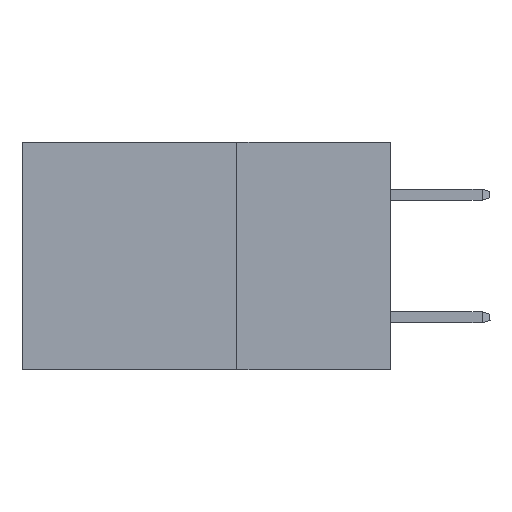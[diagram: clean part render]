
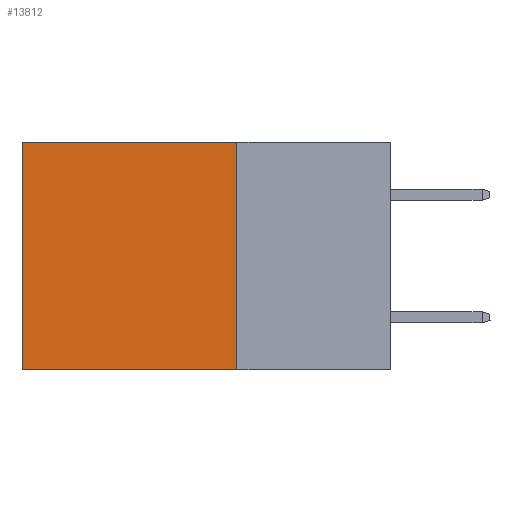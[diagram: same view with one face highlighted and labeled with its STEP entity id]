
A CAD part, left-side view. The second image highlights one B-rep face of the part: STEP entity #13812.
In plain terms, the highlighted planar face has unit normal (-1, 0, 0).
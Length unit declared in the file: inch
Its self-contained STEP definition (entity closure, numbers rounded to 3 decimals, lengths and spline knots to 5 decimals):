
#80 = LINE ( 'NONE', #27763, #3157 ) ;
#603 = CARTESIAN_POINT ( 'NONE',  ( 0.2875, 0.25, 0. ) ) ;
#1278 = EDGE_CURVE ( 'NONE', #9038, #30197, #12878, .T. ) ;
#1737 = DIRECTION ( 'NONE',  ( 0., 0., -1. ) ) ;
#3157 = VECTOR ( 'NONE', #6018, 39.37008 ) ;
#3282 = DIRECTION ( 'NONE',  ( 1., 0., 0. ) ) ;
#4073 = CARTESIAN_POINT ( 'NONE',  ( 0.2875, 0.25, 0. ) ) ;
#4646 = CARTESIAN_POINT ( 'NONE',  ( 0.2875, 0.25, -0.37 ) ) ;
#4784 = AXIS2_PLACEMENT_3D ( 'NONE', #22762, #3282, #8728 ) ;
#6018 = DIRECTION ( 'NONE',  ( 0., 0., -1. ) ) ;
#6045 = ORIENTED_EDGE ( 'NONE', *, *, #15950, .F. ) ;
#7136 = CARTESIAN_POINT ( 'NONE',  ( 0.2875, 0.6, 0. ) ) ;
#8728 = DIRECTION ( 'NONE',  ( 0., 0., -1. ) ) ;
#9038 = VERTEX_POINT ( 'NONE', #29920 ) ;
#11370 = VECTOR ( 'NONE', #1737, 39.37008 ) ;
#12460 = CARTESIAN_POINT ( 'NONE',  ( 0.2875, 0.6, -0.37 ) ) ;
#12744 = VECTOR ( 'NONE', #31657, 39.37008 ) ;
#12878 = LINE ( 'NONE', #603, #25554 ) ;
#12890 = LINE ( 'NONE', #4073, #11370 ) ;
#13406 = ORIENTED_EDGE ( 'NONE', *, *, #1278, .T. ) ;
#13575 = EDGE_LOOP ( 'NONE', ( #31615, #26024, #6045, #13406 ) ) ;
#13812 = ADVANCED_FACE ( 'NONE', ( #17619 ), #20302, .F. ) ;
#15950 = EDGE_CURVE ( 'NONE', #9038, #16470, #12890, .T. ) ;
#16470 = VERTEX_POINT ( 'NONE', #21393 ) ;
#17619 = FACE_OUTER_BOUND ( 'NONE', #13575, .T. ) ;
#20302 = PLANE ( 'NONE',  #4784 ) ;
#21393 = CARTESIAN_POINT ( 'NONE',  ( 0.2875, 0.25, -0.37 ) ) ;
#22497 = VERTEX_POINT ( 'NONE', #12460 ) ;
#22762 = CARTESIAN_POINT ( 'NONE',  ( 0.2875, 0.25, 0. ) ) ;
#22778 = DIRECTION ( 'NONE',  ( 0., 1., 0. ) ) ;
#25554 = VECTOR ( 'NONE', #22778, 39.37008 ) ;
#25743 = LINE ( 'NONE', #4646, #12744 ) ;
#26024 = ORIENTED_EDGE ( 'NONE', *, *, #27923, .F. ) ;
#27421 = EDGE_CURVE ( 'NONE', #30197, #22497, #80, .T. ) ;
#27763 = CARTESIAN_POINT ( 'NONE',  ( 0.2875, 0.6, 0. ) ) ;
#27923 = EDGE_CURVE ( 'NONE', #16470, #22497, #25743, .T. ) ;
#29920 = CARTESIAN_POINT ( 'NONE',  ( 0.2875, 0.25, 0. ) ) ;
#30197 = VERTEX_POINT ( 'NONE', #7136 ) ;
#31615 = ORIENTED_EDGE ( 'NONE', *, *, #27421, .T. ) ;
#31657 = DIRECTION ( 'NONE',  ( 0., 1., 0. ) ) ;
